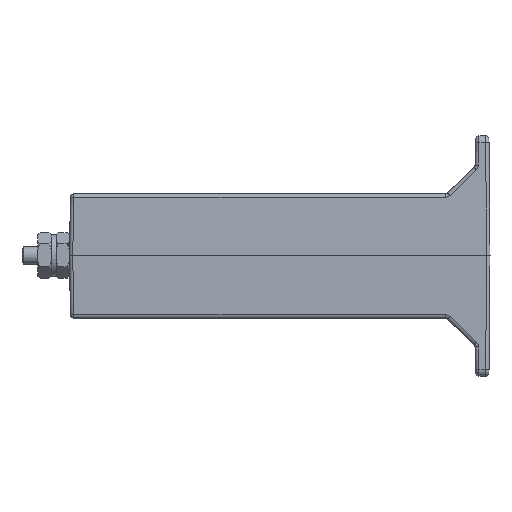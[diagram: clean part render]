
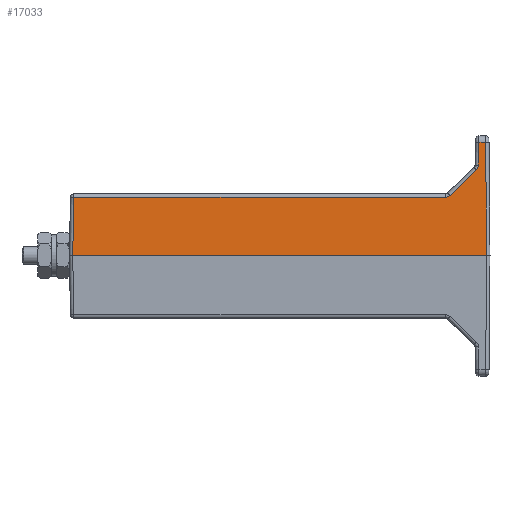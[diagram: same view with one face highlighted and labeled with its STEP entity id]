
A CAD part, left-side view. The second image highlights one B-rep face of the part: STEP entity #17033.
In plain terms, the highlighted planar face has unit normal (-1, 0, 0.018).
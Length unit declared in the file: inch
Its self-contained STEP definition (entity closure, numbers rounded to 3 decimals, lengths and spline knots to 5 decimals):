
#198 = CARTESIAN_POINT ( 'NONE',  ( -1.97792, -1.98267, -0.17266 ) ) ;
#199 = DIRECTION ( 'NONE',  ( 0.017, 0.009, 1. ) ) ;
#200 = VECTOR ( 'NONE', #199, 39.37008 ) ;
#201 = CARTESIAN_POINT ( 'NONE',  ( -1.98211, -1.98477, -0.41292 ) ) ;
#202 = LINE ( 'NONE', #201, #200 ) ;
#203 = DIRECTION ( 'NONE',  ( 0., 1., 0. ) ) ;
#204 = VECTOR ( 'NONE', #203, 39.37008 ) ;
#205 = CARTESIAN_POINT ( 'NONE',  ( -1.96028, -2.01477, 0.83789 ) ) ;
#206 = LINE ( 'NONE', #205, #204 ) ;
#260 = DIRECTION ( 'NONE',  ( 0., -1., 0. ) ) ;
#261 = VECTOR ( 'NONE', #260, 39.37008 ) ;
#262 = CARTESIAN_POINT ( 'NONE',  ( -1.97792, -2.01477, -0.17266 ) ) ;
#263 = LINE ( 'NONE', #262, #261 ) ;
#264 = DIRECTION ( 'NONE',  ( -0.017, 0., -1. ) ) ;
#265 = DIRECTION ( 'NONE',  ( 1., 0., -0.017 ) ) ;
#266 = CARTESIAN_POINT ( 'NONE',  ( -1.98211, -2.01477, -0.41266 ) ) ;
#267 = AXIS2_PLACEMENT_3D ( 'NONE', #266, #265, #264 ) ;
#268 = PLANE ( 'NONE',  #267 ) ;
#269 = FACE_OUTER_BOUND ( 'NONE', #17035, .T. ) ;
#6871 = VERTEX_POINT ( 'NONE', #8342 ) ;
#6888 = VERTEX_POINT ( 'NONE', #8318 ) ;
#6890 = EDGE_CURVE ( 'NONE', #17970, #6888, #8376, .T. ) ;
#6990 = EDGE_CURVE ( 'NONE', #6888, #6871, #8628, .T. ) ;
#7204 = VERTEX_POINT ( 'NONE', #10843 ) ;
#7207 = VERTEX_POINT ( 'NONE', #10837 ) ;
#7209 = EDGE_CURVE ( 'NONE', #7207, #18035, #10836, .T. ) ;
#8318 = CARTESIAN_POINT ( 'NONE',  ( -1.96881, 1.71195, 0.34886 ) ) ;
#8342 = CARTESIAN_POINT ( 'NONE',  ( -1.97792, 1.72105, -0.17266 ) ) ;
#8373 = DIRECTION ( 'NONE',  ( 0., 1., 0. ) ) ;
#8374 = VECTOR ( 'NONE', #8373, 39.37008 ) ;
#8375 = CARTESIAN_POINT ( 'NONE',  ( -1.96881, 1.74143, 0.34886 ) ) ;
#8376 = LINE ( 'NONE', #8375, #8374 ) ;
#8625 = DIRECTION ( 'NONE',  ( -0.017, 0.017, -1. ) ) ;
#8626 = VECTOR ( 'NONE', #8625, 39.37008 ) ;
#8627 = CARTESIAN_POINT ( 'NONE',  ( -1.98097, 1.7241, -0.34742 ) ) ;
#8628 = LINE ( 'NONE', #8627, #8626 ) ;
#10833 = DIRECTION ( 'NONE',  ( -0.017, 0.017, -1. ) ) ;
#10834 = VECTOR ( 'NONE', #10833, 39.37008 ) ;
#10835 = CARTESIAN_POINT ( 'NONE',  ( -1.98207, -1.89099, -0.4105 ) ) ;
#10836 = LINE ( 'NONE', #10835, #10834 ) ;
#10837 = CARTESIAN_POINT ( 'NONE',  ( -1.96028, -1.91278, 0.83789 ) ) ;
#10843 = CARTESIAN_POINT ( 'NONE',  ( -1.96028, -1.97385, 0.83789 ) ) ;
#16952 = EDGE_CURVE ( 'NONE', #7204, #7207, #206, .T. ) ;
#16953 = EDGE_CURVE ( 'NONE', #16957, #7204, #202, .T. ) ;
#16954 = ORIENTED_EDGE ( 'NONE', *, *, #16953, .T. ) ;
#16956 = ORIENTED_EDGE ( 'NONE', *, *, #16952, .T. ) ;
#16957 = VERTEX_POINT ( 'NONE', #198 ) ;
#16958 = ORIENTED_EDGE ( 'NONE', *, *, #17034, .T. ) ;
#16963 = ORIENTED_EDGE ( 'NONE', *, *, #7209, .T. ) ;
#17021 = ORIENTED_EDGE ( 'NONE', *, *, #6890, .T. ) ;
#17023 = ORIENTED_EDGE ( 'NONE', *, *, #17988, .F. ) ;
#17025 = ORIENTED_EDGE ( 'NONE', *, *, #6990, .T. ) ;
#17030 = ORIENTED_EDGE ( 'NONE', *, *, #17972, .F. ) ;
#17031 = ORIENTED_EDGE ( 'NONE', *, *, #17994, .T. ) ;
#17033 = ADVANCED_FACE ( 'NONE', ( #269 ), #268, .F. ) ;
#17034 = EDGE_CURVE ( 'NONE', #6871, #16957, #263, .T. ) ;
#17035 = EDGE_LOOP ( 'NONE', ( #16958, #16954, #16956, #16963, #17023, #17031, #17030, #17021, #17025 ) ) ;
#17970 = VERTEX_POINT ( 'NONE', #21527 ) ;
#17972 = EDGE_CURVE ( 'NONE', #17970, #17992, #21525, .T. ) ;
#17988 = EDGE_CURVE ( 'NONE', #18039, #18035, #21538, .T. ) ;
#17992 = VERTEX_POINT ( 'NONE', #21559 ) ;
#17994 = EDGE_CURVE ( 'NONE', #18039, #17992, #21558, .T. ) ;
#18035 = VERTEX_POINT ( 'NONE', #21782 ) ;
#18039 = VERTEX_POINT ( 'NONE', #21849 ) ;
#21521 = CARTESIAN_POINT ( 'NONE',  ( -1.96852, -1.65489, 0.3657 ) ) ;
#21522 = CARTESIAN_POINT ( 'NONE',  ( -1.96871, -1.64356, 0.35476 ) ) ;
#21523 = CARTESIAN_POINT ( 'NONE',  ( -1.96881, -1.62896, 0.34886 ) ) ;
#21524 = CARTESIAN_POINT ( 'NONE',  ( -1.96881, -1.61321, 0.34886 ) ) ;
#21525 =( BOUNDED_CURVE ( )  B_SPLINE_CURVE ( 3, ( #21524, #21523, #21522, #21521 ),
 .UNSPECIFIED., .F., .T. ) 
 B_SPLINE_CURVE_WITH_KNOTS ( ( 4, 4 ),
 ( 3.14159, 3.90954 ),
 .UNSPECIFIED. ) 
 CURVE ( )  GEOMETRIC_REPRESENTATION_ITEM ( )  RATIONAL_B_SPLINE_CURVE ( ( 1., 0.951, 0.951, 1. ) ) 
 REPRESENTATION_ITEM ( '' )  );
#21527 = CARTESIAN_POINT ( 'NONE',  ( -1.96881, -1.61321, 0.34886 ) ) ;
#21534 = CARTESIAN_POINT ( 'NONE',  ( -1.96381, -1.90925, 0.63576 ) ) ;
#21535 = CARTESIAN_POINT ( 'NONE',  ( -1.96409, -1.90897, 0.61964 ) ) ;
#21536 = CARTESIAN_POINT ( 'NONE',  ( -1.96434, -1.90254, 0.60485 ) ) ;
#21537 = CARTESIAN_POINT ( 'NONE',  ( -1.96454, -1.89094, 0.59365 ) ) ;
#21538 =( BOUNDED_CURVE ( )  B_SPLINE_CURVE ( 3, ( #21537, #21536, #21535, #21534 ),
 .UNSPECIFIED., .F., .T. ) 
 B_SPLINE_CURVE_WITH_KNOTS ( ( 4, 4 ),
 ( 0.76794, 1.55334 ),
 .UNSPECIFIED. ) 
 CURVE ( )  GEOMETRIC_REPRESENTATION_ITEM ( )  RATIONAL_B_SPLINE_CURVE ( ( 1., 0.949, 0.949, 1. ) ) 
 REPRESENTATION_ITEM ( '' )  );
#21555 = DIRECTION ( 'NONE',  ( -0.012, 0.719, -0.695 ) ) ;
#21556 = VECTOR ( 'NONE', #21555, 39.37008 ) ;
#21557 = CARTESIAN_POINT ( 'NONE',  ( -1.96867, -1.64591, 0.35703 ) ) ;
#21558 = LINE ( 'NONE', #21557, #21556 ) ;
#21559 = CARTESIAN_POINT ( 'NONE',  ( -1.96852, -1.65489, 0.3657 ) ) ;
#21782 = CARTESIAN_POINT ( 'NONE',  ( -1.96381, -1.90925, 0.63576 ) ) ;
#21849 = CARTESIAN_POINT ( 'NONE',  ( -1.96454, -1.89094, 0.59365 ) ) ;
